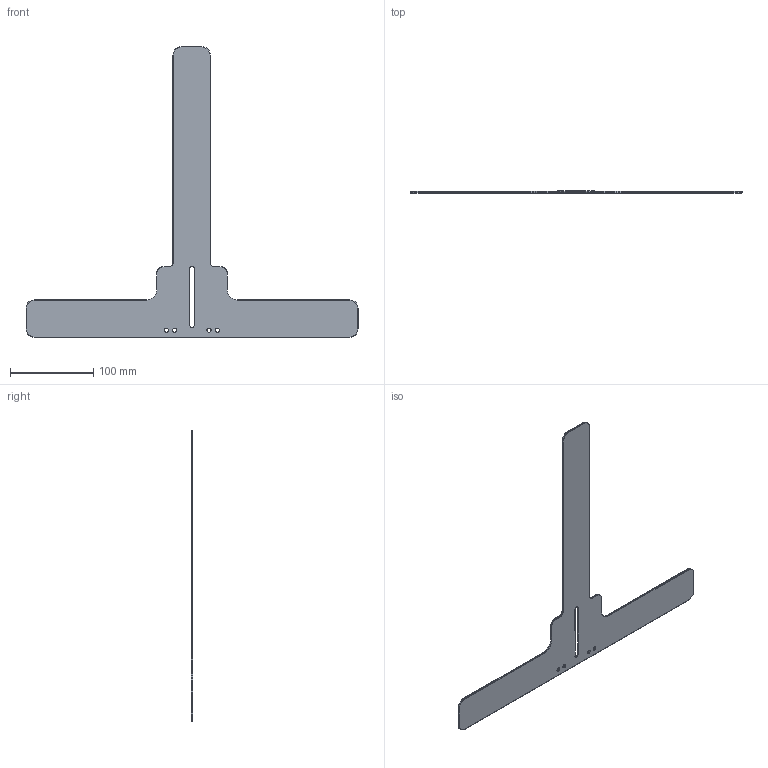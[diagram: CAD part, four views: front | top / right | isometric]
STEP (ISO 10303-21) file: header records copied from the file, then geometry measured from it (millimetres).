
FILE_DESCRIPTION(/* description */ (''),/* implementation_level */ '2;1');
FILE_NAME(/* name */ 'Pice en T.step',/* time_stamp */ '2024-05-20T19:03:54+02:00',/* author */ (''),/* organization */ (''),/* preprocessor_version */ 'ST-DEVELOPER v20',/* originating_system */ 'Autodesk Translation Framework v12.20.1.177',/* authorisation */ '');
FILE_SCHEMA (('AUTOMOTIVE_DESIGN { 1 0 10303 214 3 1 1 }'));
Length unit declared in the file: millimetre
Products named in the file (1): Sans nom
Bounding box: 400 x 2 x 350 mm (x, y, z)
Volume: 65378.3 mm3; surface area: 68444.1 mm2
Topology: 1 solids, 1 shells, 86 faces, 200 edges, 116 vertices
Faces by surface type: cylinder 42, torus 24, plane 18, cone 2
Full cylindrical faces by diameter (mm): 5 x4
Entity records: 2491 total; most frequent: DIRECTION 484, CARTESIAN_POINT 403, ORIENTED_EDGE 400, EDGE_CURVE 200, AXIS2_PLACEMENT_3D 197, VERTEX_POINT 116, CIRCLE 110, EDGE_LOOP 96
